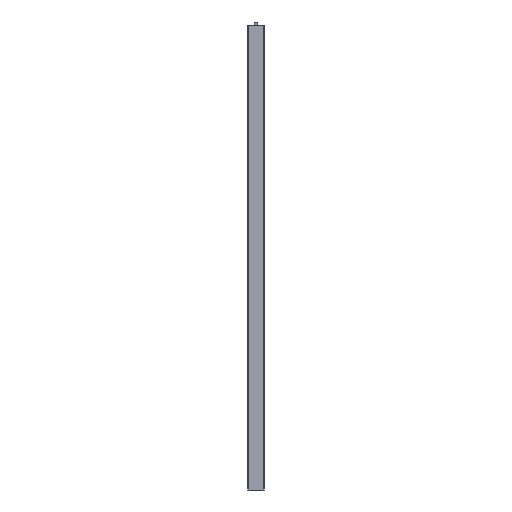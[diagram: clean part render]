
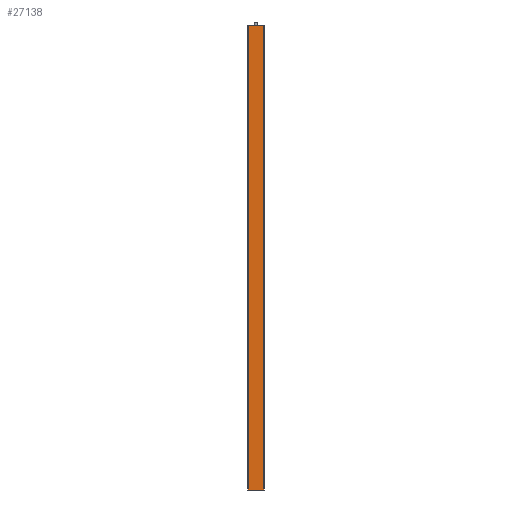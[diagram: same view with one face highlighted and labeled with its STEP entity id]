
A CAD part, left-side view. The second image highlights one B-rep face of the part: STEP entity #27138.
In plain terms, the highlighted planar face has unit normal (-1, 0.024, 0).
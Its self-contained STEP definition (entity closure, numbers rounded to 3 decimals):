
#23 = CARTESIAN_POINT ( 'NONE',  ( -7.227, 36.312, -542. ) ) ;
#447 = DIRECTION ( 'NONE',  ( 0.024, 1., 0. ) ) ;
#623 = PLANE ( 'NONE',  #25361 ) ;
#708 = VECTOR ( 'NONE', #27230, 1000. ) ;
#2664 = EDGE_CURVE ( 'NONE', #21621, #29365, #26599, .T. ) ;
#3723 = FACE_OUTER_BOUND ( 'NONE', #36270, .T. ) ;
#4715 = ORIENTED_EDGE ( 'NONE', *, *, #30737, .F. ) ;
#6070 = EDGE_CURVE ( 'NONE', #17713, #18834, #27615, .T. ) ;
#8139 = VECTOR ( 'NONE', #29689, 1000. ) ;
#9285 = VECTOR ( 'NONE', #447, 1000. ) ;
#11844 = ORIENTED_EDGE ( 'NONE', *, *, #2664, .F. ) ;
#12459 = CARTESIAN_POINT ( 'NONE',  ( -8.102, -0.281, -542. ) ) ;
#12681 = CARTESIAN_POINT ( 'NONE',  ( -7.227, 36.312, -542. ) ) ;
#13585 = LINE ( 'NONE', #36820, #37676 ) ;
#17713 = VERTEX_POINT ( 'NONE', #21539 ) ;
#18472 = DIRECTION ( 'NONE',  ( 0.024, 1., 0. ) ) ;
#18834 = VERTEX_POINT ( 'NONE', #31828 ) ;
#21361 = ORIENTED_EDGE ( 'NONE', *, *, #33132, .T. ) ;
#21399 = CARTESIAN_POINT ( 'NONE',  ( -7.227, 36.312, 542. ) ) ;
#21539 = CARTESIAN_POINT ( 'NONE',  ( -8.102, -0.281, -542. ) ) ;
#21617 = CARTESIAN_POINT ( 'NONE',  ( -8.102, -0.281, -542. ) ) ;
#21621 = VERTEX_POINT ( 'NONE', #12681 ) ;
#23922 = CARTESIAN_POINT ( 'NONE',  ( -8.102, -0.281, 542. ) ) ;
#24297 = DIRECTION ( 'NONE',  ( 1., -0.024, 0. ) ) ;
#25361 = AXIS2_PLACEMENT_3D ( 'NONE', #12459, #24297, #18472 ) ;
#25419 = DIRECTION ( 'NONE',  ( 0.024, 1., 0. ) ) ;
#26599 = LINE ( 'NONE', #23, #8139 ) ;
#27138 = ADVANCED_FACE ( 'NONE', ( #3723 ), #623, .F. ) ;
#27230 = DIRECTION ( 'NONE',  ( 0., 0., 1. ) ) ;
#27615 = LINE ( 'NONE', #21617, #708 ) ;
#29365 = VERTEX_POINT ( 'NONE', #21399 ) ;
#29689 = DIRECTION ( 'NONE',  ( 0., 0., 1. ) ) ;
#30737 = EDGE_CURVE ( 'NONE', #17713, #21621, #13585, .T. ) ;
#31304 = ORIENTED_EDGE ( 'NONE', *, *, #6070, .T. ) ;
#31828 = CARTESIAN_POINT ( 'NONE',  ( -8.102, -0.281, 542. ) ) ;
#33132 = EDGE_CURVE ( 'NONE', #18834, #29365, #36302, .T. ) ;
#36270 = EDGE_LOOP ( 'NONE', ( #21361, #11844, #4715, #31304 ) ) ;
#36302 = LINE ( 'NONE', #23922, #9285 ) ;
#36820 = CARTESIAN_POINT ( 'NONE',  ( -8.102, -0.281, -542. ) ) ;
#37676 = VECTOR ( 'NONE', #25419, 1000. ) ;
